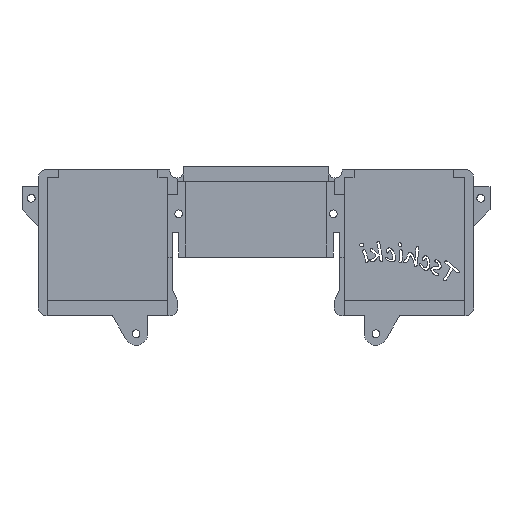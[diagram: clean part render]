
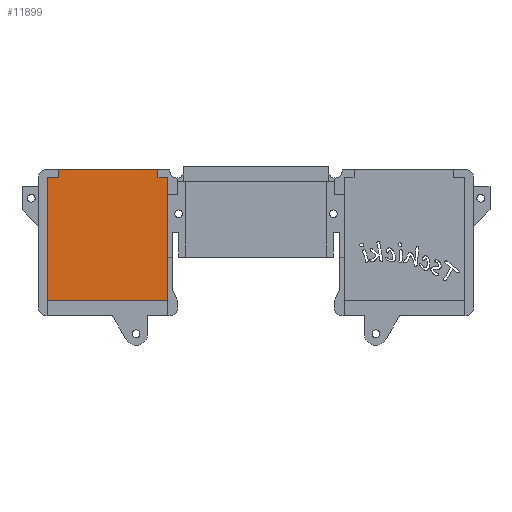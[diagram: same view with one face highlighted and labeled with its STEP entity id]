
A CAD part, top view. The second image highlights one B-rep face of the part: STEP entity #11899.
In plain terms, the highlighted planar face has unit normal (0, 0, 1).
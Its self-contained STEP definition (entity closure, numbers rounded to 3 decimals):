
#48 = CARTESIAN_POINT ( 'NONE',  ( -54., 83.3, 2. ) ) ;
#196 = VECTOR ( 'NONE', #4721, 1000. ) ;
#407 = DIRECTION ( 'NONE',  ( 0., 1., 0. ) ) ;
#794 = FACE_OUTER_BOUND ( 'NONE', #14898, .T. ) ;
#1406 = CARTESIAN_POINT ( 'NONE',  ( -20.2, 85.4, 2. ) ) ;
#1761 = VERTEX_POINT ( 'NONE', #9308 ) ;
#1879 = DIRECTION ( 'NONE',  ( -1., 0., 0. ) ) ;
#2121 = CARTESIAN_POINT ( 'NONE',  ( -51.05, 85.4, 2. ) ) ;
#2160 = EDGE_CURVE ( 'NONE', #14512, #4126, #5670, .T. ) ;
#2187 = VERTEX_POINT ( 'NONE', #2121 ) ;
#2553 = CARTESIAN_POINT ( 'NONE',  ( -25.35, 83.3, 2. ) ) ;
#2692 = CARTESIAN_POINT ( 'NONE',  ( -54., 0., 2. ) ) ;
#2756 = ORIENTED_EDGE ( 'NONE', *, *, #12577, .F. ) ;
#2973 = LINE ( 'NONE', #5294, #8705 ) ;
#3304 = EDGE_CURVE ( 'NONE', #4126, #2187, #4817, .T. ) ;
#3654 = CARTESIAN_POINT ( 'NONE',  ( -51.05, 0., 2. ) ) ;
#3914 = ORIENTED_EDGE ( 'NONE', *, *, #11960, .F. ) ;
#4016 = VERTEX_POINT ( 'NONE', #5755 ) ;
#4126 = VERTEX_POINT ( 'NONE', #8016 ) ;
#4205 = VECTOR ( 'NONE', #12906, 1000. ) ;
#4285 = CARTESIAN_POINT ( 'NONE',  ( -25.35, 85.4, 2. ) ) ;
#4362 = DIRECTION ( 'NONE',  ( 1., 0., 0. ) ) ;
#4452 = VERTEX_POINT ( 'NONE', #4285 ) ;
#4721 = DIRECTION ( 'NONE',  ( -1., 0., 0. ) ) ;
#4817 = LINE ( 'NONE', #3654, #6383 ) ;
#4944 = ORIENTED_EDGE ( 'NONE', *, *, #7775, .T. ) ;
#4957 = ORIENTED_EDGE ( 'NONE', *, *, #9547, .T. ) ;
#4979 = VECTOR ( 'NONE', #407, 1000. ) ;
#5294 = CARTESIAN_POINT ( 'NONE',  ( 0., 51.7, 2. ) ) ;
#5670 = LINE ( 'NONE', #12726, #9529 ) ;
#5744 = VERTEX_POINT ( 'NONE', #6178 ) ;
#5755 = CARTESIAN_POINT ( 'NONE',  ( -25.35, 83.3, 2. ) ) ;
#5875 = ORIENTED_EDGE ( 'NONE', *, *, #8032, .T. ) ;
#6119 = DIRECTION ( 'NONE',  ( 1., 0., 0. ) ) ;
#6178 = CARTESIAN_POINT ( 'NONE',  ( -22.8, 51.7, 2. ) ) ;
#6383 = VECTOR ( 'NONE', #8379, 1000. ) ;
#6826 = DIRECTION ( 'NONE',  ( 0., 0., 1. ) ) ;
#7148 = CARTESIAN_POINT ( 'NONE',  ( -22.8, 83.3, 2. ) ) ;
#7213 = ORIENTED_EDGE ( 'NONE', *, *, #3304, .F. ) ;
#7628 = AXIS2_PLACEMENT_3D ( 'NONE', #7842, #6826, #1879 ) ;
#7775 = EDGE_CURVE ( 'NONE', #1761, #5744, #2973, .T. ) ;
#7842 = CARTESIAN_POINT ( 'NONE',  ( 0., 0., 2. ) ) ;
#7875 = VECTOR ( 'NONE', #8139, 1000. ) ;
#8016 = CARTESIAN_POINT ( 'NONE',  ( -51.05, 83.3, 2. ) ) ;
#8032 = EDGE_CURVE ( 'NONE', #4016, #4452, #13249, .T. ) ;
#8139 = DIRECTION ( 'NONE',  ( 0., 1., 0. ) ) ;
#8349 = ORIENTED_EDGE ( 'NONE', *, *, #10747, .T. ) ;
#8379 = DIRECTION ( 'NONE',  ( 0., 1., 0. ) ) ;
#8463 = VECTOR ( 'NONE', #6119, 1000. ) ;
#8503 = LINE ( 'NONE', #2692, #7875 ) ;
#8595 = ORIENTED_EDGE ( 'NONE', *, *, #2160, .F. ) ;
#8705 = VECTOR ( 'NONE', #4362, 1000. ) ;
#9170 = DIRECTION ( 'NONE',  ( 1., 0., 0. ) ) ;
#9308 = CARTESIAN_POINT ( 'NONE',  ( -54., 51.7, 2. ) ) ;
#9529 = VECTOR ( 'NONE', #9170, 1000. ) ;
#9547 = EDGE_CURVE ( 'NONE', #5744, #14822, #11589, .T. ) ;
#9759 = LINE ( 'NONE', #1406, #8463 ) ;
#9760 = CARTESIAN_POINT ( 'NONE',  ( -25.35, 85.4, 2. ) ) ;
#10656 = CARTESIAN_POINT ( 'NONE',  ( -22.8, 79., 2. ) ) ;
#10747 = EDGE_CURVE ( 'NONE', #14822, #4016, #13158, .T. ) ;
#11589 = LINE ( 'NONE', #10656, #4205 ) ;
#11899 = ADVANCED_FACE ( 'NONE', ( #794 ), #12715, .T. ) ;
#11960 = EDGE_CURVE ( 'NONE', #1761, #14512, #8503, .T. ) ;
#12577 = EDGE_CURVE ( 'NONE', #2187, #4452, #9759, .T. ) ;
#12715 = PLANE ( 'NONE',  #7628 ) ;
#12726 = CARTESIAN_POINT ( 'NONE',  ( 0., 83.3, 2. ) ) ;
#12906 = DIRECTION ( 'NONE',  ( 0., 1., 0. ) ) ;
#13158 = LINE ( 'NONE', #2553, #196 ) ;
#13249 = LINE ( 'NONE', #9760, #4979 ) ;
#14512 = VERTEX_POINT ( 'NONE', #48 ) ;
#14822 = VERTEX_POINT ( 'NONE', #7148 ) ;
#14898 = EDGE_LOOP ( 'NONE', ( #4944, #4957, #8349, #5875, #2756, #7213, #8595, #3914 ) ) ;
